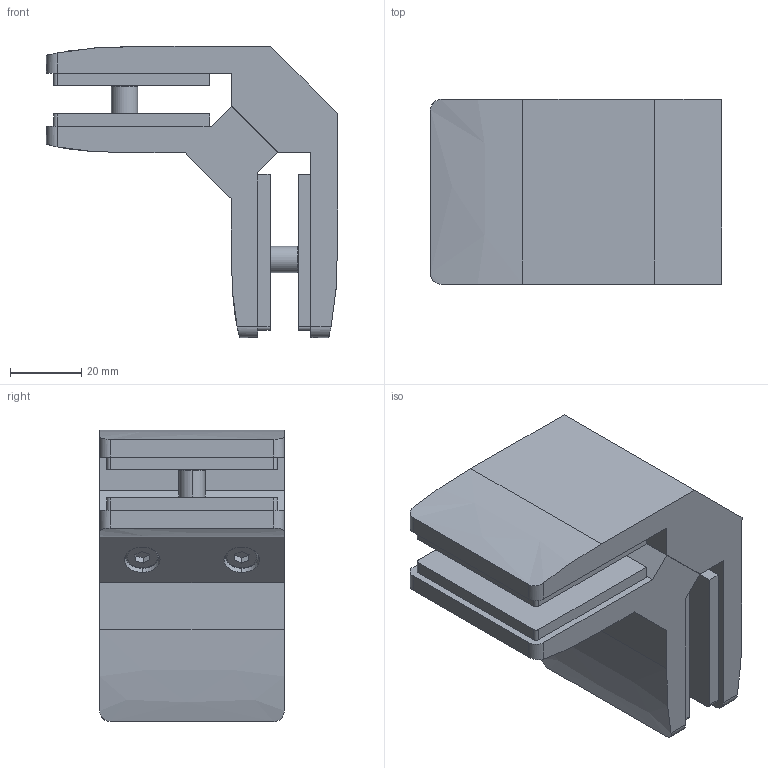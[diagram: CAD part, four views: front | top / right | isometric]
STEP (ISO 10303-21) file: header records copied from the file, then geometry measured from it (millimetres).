
FILE_DESCRIPTION (( 'STEP AP203' ), '1' );
FILE_NAME ('3D_GG4374_8_188758885.STEP', '2024-11-05T09:27:57', ( '' ), ( '' ), 'SwSTEP 2.0', 'SolidWorks 2023', '' );
FILE_SCHEMA (( 'CONFIG_CONTROL_DESIGN' ));
Length unit declared in the file: millimetre
Products named in the file (1): 3D_GG4374_8_188758885
Bounding box: 81.97 x 52 x 81.97 mm (x, y, z)
Volume: 140284.3 mm3; surface area: 57026.7 mm2
Topology: 12 solids, 12 shells, 172 faces, 388 edges, 256 vertices
Faces by surface type: plane 96, cylinder 64, torus 4, bspline 4, cone 4
Entity records: 4987 total; most frequent: CARTESIAN_POINT 997, DIRECTION 826, ORIENTED_EDGE 776, EDGE_CURVE 388, AXIS2_PLACEMENT_3D 293, VERTEX_POINT 256, LINE 240, VECTOR 240
